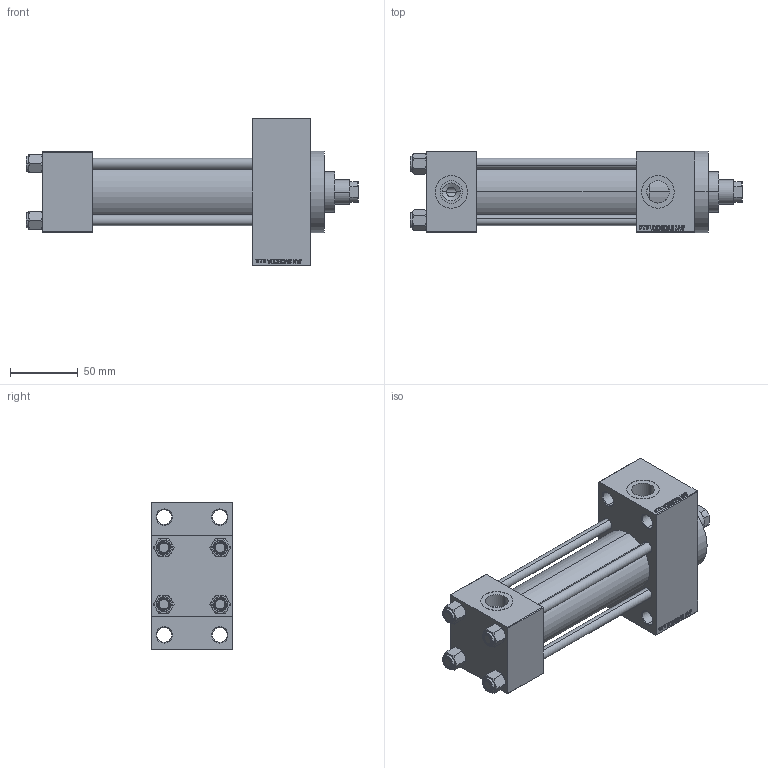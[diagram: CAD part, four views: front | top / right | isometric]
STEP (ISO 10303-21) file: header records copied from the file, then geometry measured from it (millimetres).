
FILE_DESCRIPTION (( 'STEP AP203' ), '1' );
FILE_NAME ('da49.STEP', '2023-08-23T02:27:03', ( '' ), ( '' ), 'SwSTEP 2.0', 'SolidWorks 2019', '' );
FILE_SCHEMA (( 'CONFIG_CONTROL_DESIGN' ));
Length unit declared in the file: millimetre
Products named in the file (6): V215CR_D_Body 3961e3b686e74295bb267d9b0014093e; NUT_M5_D 3961e3b686e74295bb267d9b0014093e; da49; V215CR_VCP_D 3961e3b686e74295bb267d9b0014093e; V215CR_D_TYCINKA 3961e3b686e74295bb267d9b0014093e; V215_VC_A 3961e3b686e74295bb267d9b0014093e
Assembly tree (11 placements, depth 2):
  da49
    V215CR_D_Body 3961e3b686e74295bb267d9b0014093e
    V215CR_VCP_D 3961e3b686e74295bb267d9b0014093e
    NUT_M5_D 3961e3b686e74295bb267d9b0014093e  x4
    V215CR_D_TYCINKA 3961e3b686e74295bb267d9b0014093e  x4
    V215_VC_A 3961e3b686e74295bb267d9b0014093e
Bounding box: 245 x 60 x 109 mm (x, y, z)
Volume: 564170 mm3; surface area: 148181.9 mm2
Topology: 11 solids, 11 shells, 1104 faces, 2755 edges, 1783 vertices
Faces by surface type: plane 498, bspline 368, cone 142, cylinder 88, torus 8
Entity records: 47247 total; most frequent: CARTESIAN_POINT 25075, ORIENTED_EDGE 5002, DIRECTION 3199, EDGE_CURVE 2501, VERTEX_POINT 1639, VECTOR 1505, LINE 1505, EDGE_LOOP 1114
